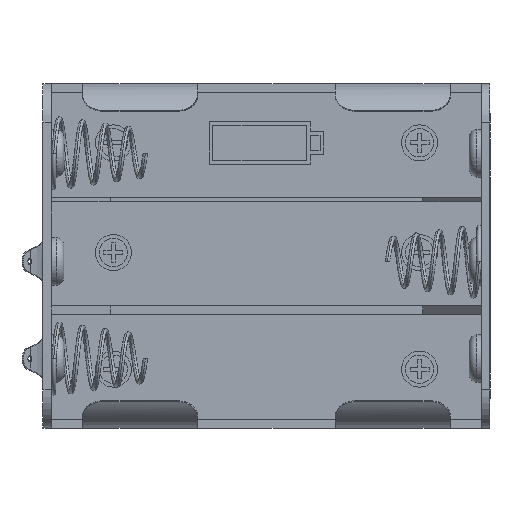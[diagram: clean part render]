
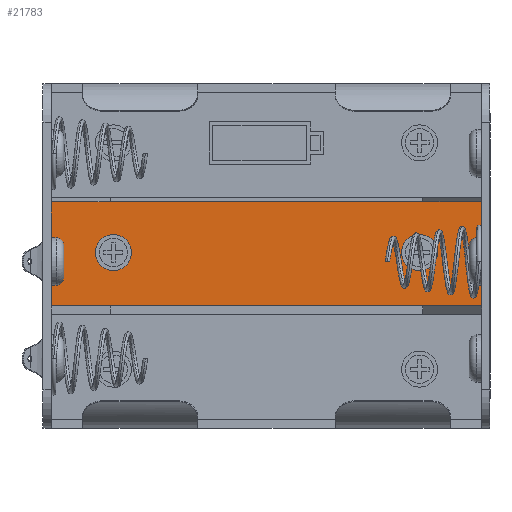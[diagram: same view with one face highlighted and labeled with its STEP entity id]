
A CAD part, front view. The second image highlights one B-rep face of the part: STEP entity #21783.
In plain terms, the highlighted planar face has unit normal (0, -1, 0).
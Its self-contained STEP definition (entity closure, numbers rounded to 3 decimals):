
#769 = EDGE_LOOP ( 'NONE', ( #10169, #33585 ) ) ;
#945 = CARTESIAN_POINT ( 'NONE',  ( 20., -1.55, 15.233 ) ) ;
#979 = DIRECTION ( 'NONE',  ( 0., 0., 1. ) ) ;
#1172 = AXIS2_PLACEMENT_3D ( 'NONE', #945, #30247, #3662 ) ;
#2321 = CARTESIAN_POINT ( 'NONE',  ( 20., -1.55, 12.883 ) ) ;
#2350 = ORIENTED_EDGE ( 'NONE', *, *, #34947, .F. ) ;
#2526 = FACE_OUTER_BOUND ( 'NONE', #16072, .T. ) ;
#3255 = LINE ( 'NONE', #33567, #6000 ) ;
#3626 = VERTEX_POINT ( 'NONE', #20018 ) ;
#3662 = DIRECTION ( 'NONE',  ( 0., 0., 1. ) ) ;
#4581 = DIRECTION ( 'NONE',  ( -1., 0., 0. ) ) ;
#4999 = VECTOR ( 'NONE', #32327, 1000. ) ;
#5007 = CARTESIAN_POINT ( 'NONE',  ( 0., -1.55, 15.433 ) ) ;
#5028 = CARTESIAN_POINT ( 'NONE',  ( -28.1, -1.55, 21.85 ) ) ;
#5888 = VECTOR ( 'NONE', #4581, 1000. ) ;
#6000 = VECTOR ( 'NONE', #30238, 1000. ) ;
#6148 = CARTESIAN_POINT ( 'NONE',  ( 20., -1.55, 17.583 ) ) ;
#6195 = VERTEX_POINT ( 'NONE', #2321 ) ;
#6716 = AXIS2_PLACEMENT_3D ( 'NONE', #5007, #7926, #34419 ) ;
#7926 = DIRECTION ( 'NONE',  ( 0., -1., 0. ) ) ;
#8055 = LINE ( 'NONE', #9164, #10823 ) ;
#8172 = PLANE ( 'NONE',  #6716 ) ;
#8728 = CIRCLE ( 'NONE', #8755, 2.35 ) ;
#8755 = AXIS2_PLACEMENT_3D ( 'NONE', #28898, #11476, #17215 ) ;
#9037 = CARTESIAN_POINT ( 'NONE',  ( -20., -1.55, 12.883 ) ) ;
#9164 = CARTESIAN_POINT ( 'NONE',  ( -28.1, -1.55, 15.433 ) ) ;
#9474 = ORIENTED_EDGE ( 'NONE', *, *, #27721, .T. ) ;
#10169 = ORIENTED_EDGE ( 'NONE', *, *, #33817, .F. ) ;
#10380 = CARTESIAN_POINT ( 'NONE',  ( -28.1, -1.55, 8.267 ) ) ;
#10804 = EDGE_CURVE ( 'NONE', #12002, #24310, #12737, .T. ) ;
#10823 = VECTOR ( 'NONE', #979, 1000. ) ;
#11476 = DIRECTION ( 'NONE',  ( 0., -1., 0. ) ) ;
#11955 = AXIS2_PLACEMENT_3D ( 'NONE', #20354, #37478, #17262 ) ;
#11975 = CARTESIAN_POINT ( 'NONE',  ( 28.1, -1.55, 8.267 ) ) ;
#12002 = VERTEX_POINT ( 'NONE', #36952 ) ;
#12436 = VERTEX_POINT ( 'NONE', #9037 ) ;
#12545 = EDGE_CURVE ( 'NONE', #35910, #24310, #8055, .T. ) ;
#12737 = LINE ( 'NONE', #21837, #5888 ) ;
#14881 = CIRCLE ( 'NONE', #1172, 2.35 ) ;
#14929 = EDGE_CURVE ( 'NONE', #37187, #6195, #14881, .T. ) ;
#16072 = EDGE_LOOP ( 'NONE', ( #9474, #31691, #30806, #2350 ) ) ;
#16457 = CIRCLE ( 'NONE', #11955, 2.35 ) ;
#17215 = DIRECTION ( 'NONE',  ( 0., 0., 1. ) ) ;
#17262 = DIRECTION ( 'NONE',  ( 0., 0., 1. ) ) ;
#17846 = AXIS2_PLACEMENT_3D ( 'NONE', #25732, #28688, #19833 ) ;
#19833 = DIRECTION ( 'NONE',  ( 0., 0., 1. ) ) ;
#20018 = CARTESIAN_POINT ( 'NONE',  ( -20., -1.55, 17.583 ) ) ;
#20151 = CIRCLE ( 'NONE', #17846, 2.35 ) ;
#20354 = CARTESIAN_POINT ( 'NONE',  ( 20., -1.55, 15.233 ) ) ;
#20411 = FACE_BOUND ( 'NONE', #23724, .T. ) ;
#21241 = ORIENTED_EDGE ( 'NONE', *, *, #33708, .F. ) ;
#21783 = ADVANCED_FACE ( 'NONE', ( #20411, #23617, #2526 ), #8172, .T. ) ;
#21837 = CARTESIAN_POINT ( 'NONE',  ( 0., -1.55, 21.85 ) ) ;
#22390 = LINE ( 'NONE', #11975, #4999 ) ;
#23617 = FACE_BOUND ( 'NONE', #769, .T. ) ;
#23724 = EDGE_LOOP ( 'NONE', ( #36522, #21241 ) ) ;
#24310 = VERTEX_POINT ( 'NONE', #5028 ) ;
#25732 = CARTESIAN_POINT ( 'NONE',  ( -20., -1.55, 15.233 ) ) ;
#27721 = EDGE_CURVE ( 'NONE', #35500, #12002, #3255, .T. ) ;
#28688 = DIRECTION ( 'NONE',  ( 0., -1., 0. ) ) ;
#28898 = CARTESIAN_POINT ( 'NONE',  ( -20., -1.55, 15.233 ) ) ;
#30238 = DIRECTION ( 'NONE',  ( 0., 0., 1. ) ) ;
#30247 = DIRECTION ( 'NONE',  ( 0., -1., 0. ) ) ;
#30806 = ORIENTED_EDGE ( 'NONE', *, *, #12545, .F. ) ;
#31691 = ORIENTED_EDGE ( 'NONE', *, *, #10804, .T. ) ;
#32327 = DIRECTION ( 'NONE',  ( -1., 0., 0. ) ) ;
#33261 = EDGE_CURVE ( 'NONE', #12436, #3626, #8728, .T. ) ;
#33567 = CARTESIAN_POINT ( 'NONE',  ( 28.1, -1.55, 15.433 ) ) ;
#33585 = ORIENTED_EDGE ( 'NONE', *, *, #14929, .F. ) ;
#33708 = EDGE_CURVE ( 'NONE', #3626, #12436, #20151, .T. ) ;
#33817 = EDGE_CURVE ( 'NONE', #6195, #37187, #16457, .T. ) ;
#34219 = CARTESIAN_POINT ( 'NONE',  ( 28.1, -1.55, 8.267 ) ) ;
#34419 = DIRECTION ( 'NONE',  ( 0., 0., -1. ) ) ;
#34947 = EDGE_CURVE ( 'NONE', #35500, #35910, #22390, .T. ) ;
#35500 = VERTEX_POINT ( 'NONE', #34219 ) ;
#35910 = VERTEX_POINT ( 'NONE', #10380 ) ;
#36522 = ORIENTED_EDGE ( 'NONE', *, *, #33261, .F. ) ;
#36952 = CARTESIAN_POINT ( 'NONE',  ( 28.1, -1.55, 21.85 ) ) ;
#37187 = VERTEX_POINT ( 'NONE', #6148 ) ;
#37478 = DIRECTION ( 'NONE',  ( 0., -1., 0. ) ) ;
